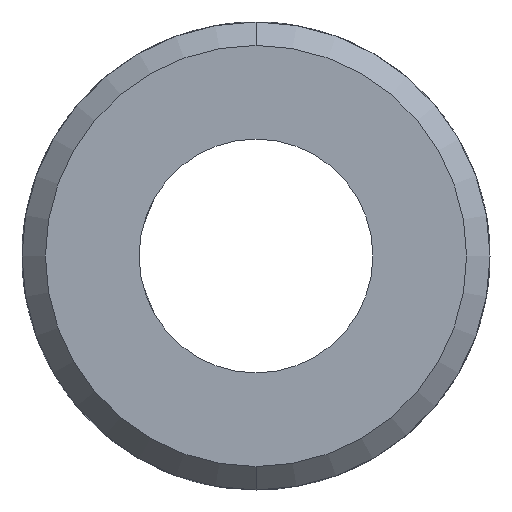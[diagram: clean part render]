
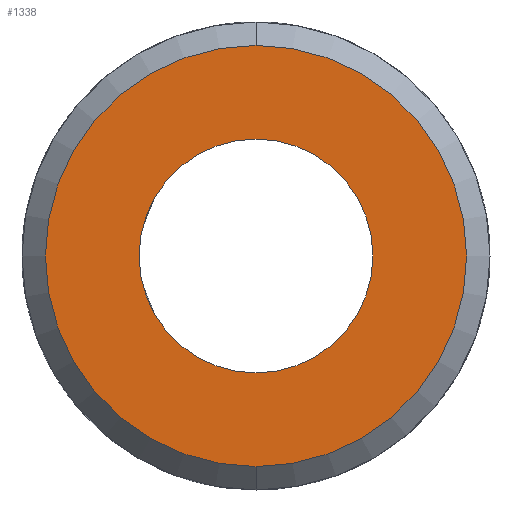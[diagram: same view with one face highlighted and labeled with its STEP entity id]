
A CAD part, left-side view. The second image highlights one B-rep face of the part: STEP entity #1338.
In plain terms, the highlighted planar face has unit normal (-1, 0, 0).
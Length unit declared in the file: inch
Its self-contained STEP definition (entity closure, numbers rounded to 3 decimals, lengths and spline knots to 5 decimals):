
#10 = DIRECTION ( 'NONE',  ( 0., 0., -1. ) ) ;
#11 = EDGE_LOOP ( 'NONE', ( #261, #794 ) ) ;
#38 = AXIS2_PLACEMENT_3D ( 'NONE', #120, #668, #10 ) ;
#120 = CARTESIAN_POINT ( 'NONE',  ( -0.75, 0., 0. ) ) ;
#167 = FACE_BOUND ( 'NONE', #746, .T. ) ;
#187 = CARTESIAN_POINT ( 'NONE',  ( -0.75, 0., 0. ) ) ;
#227 = CARTESIAN_POINT ( 'NONE',  ( -0.75, 0., 0.1249 ) ) ;
#261 = ORIENTED_EDGE ( 'NONE', *, *, #1378, .T. ) ;
#299 = DIRECTION ( 'NONE',  ( 0., 0., -1. ) ) ;
#339 = DIRECTION ( 'NONE',  ( -1., 0., 0. ) ) ;
#368 = DIRECTION ( 'NONE',  ( -1., 0., 0. ) ) ;
#373 = EDGE_CURVE ( 'NONE', #1293, #1241, #932, .T. ) ;
#380 = ORIENTED_EDGE ( 'NONE', *, *, #373, .F. ) ;
#413 = CARTESIAN_POINT ( 'NONE',  ( -0.75, 0., 0. ) ) ;
#426 = AXIS2_PLACEMENT_3D ( 'NONE', #1010, #339, #1113 ) ;
#430 = FACE_OUTER_BOUND ( 'NONE', #11, .T. ) ;
#530 = DIRECTION ( 'NONE',  ( 0., 0., 1. ) ) ;
#554 = CIRCLE ( 'NONE', #834, 0.1249 ) ;
#664 = ORIENTED_EDGE ( 'NONE', *, *, #938, .F. ) ;
#668 = DIRECTION ( 'NONE',  ( 1., 0., 0. ) ) ;
#737 = AXIS2_PLACEMENT_3D ( 'NONE', #1037, #368, #1142 ) ;
#746 = EDGE_LOOP ( 'NONE', ( #380, #664 ) ) ;
#777 = CARTESIAN_POINT ( 'NONE',  ( -0.75, 0., -0.22502 ) ) ;
#794 = ORIENTED_EDGE ( 'NONE', *, *, #1009, .T. ) ;
#834 = AXIS2_PLACEMENT_3D ( 'NONE', #187, #965, #299 ) ;
#848 = CARTESIAN_POINT ( 'NONE',  ( -0.75, 0., 0.22502 ) ) ;
#932 = CIRCLE ( 'NONE', #737, 0.1249 ) ;
#938 = EDGE_CURVE ( 'NONE', #1241, #1293, #554, .T. ) ;
#965 = DIRECTION ( 'NONE',  ( -1., 0., 0. ) ) ;
#998 = VERTEX_POINT ( 'NONE', #848 ) ;
#1001 = AXIS2_PLACEMENT_3D ( 'NONE', #413, #1183, #530 ) ;
#1009 = EDGE_CURVE ( 'NONE', #998, #1392, #1066, .T. ) ;
#1010 = CARTESIAN_POINT ( 'NONE',  ( -0.75, 0., 0. ) ) ;
#1037 = CARTESIAN_POINT ( 'NONE',  ( -0.75, 0., 0. ) ) ;
#1066 = CIRCLE ( 'NONE', #1001, 0.22502 ) ;
#1113 = DIRECTION ( 'NONE',  ( 0., 0., 1. ) ) ;
#1142 = DIRECTION ( 'NONE',  ( 0., 0., -1. ) ) ;
#1183 = DIRECTION ( 'NONE',  ( -1., 0., 0. ) ) ;
#1241 = VERTEX_POINT ( 'NONE', #1320 ) ;
#1293 = VERTEX_POINT ( 'NONE', #227 ) ;
#1307 = CIRCLE ( 'NONE', #426, 0.22502 ) ;
#1320 = CARTESIAN_POINT ( 'NONE',  ( -0.75, 0., -0.1249 ) ) ;
#1324 = PLANE ( 'NONE',  #38 ) ;
#1338 = ADVANCED_FACE ( 'NONE', ( #430, #167 ), #1324, .F. ) ;
#1378 = EDGE_CURVE ( 'NONE', #1392, #998, #1307, .T. ) ;
#1392 = VERTEX_POINT ( 'NONE', #777 ) ;
